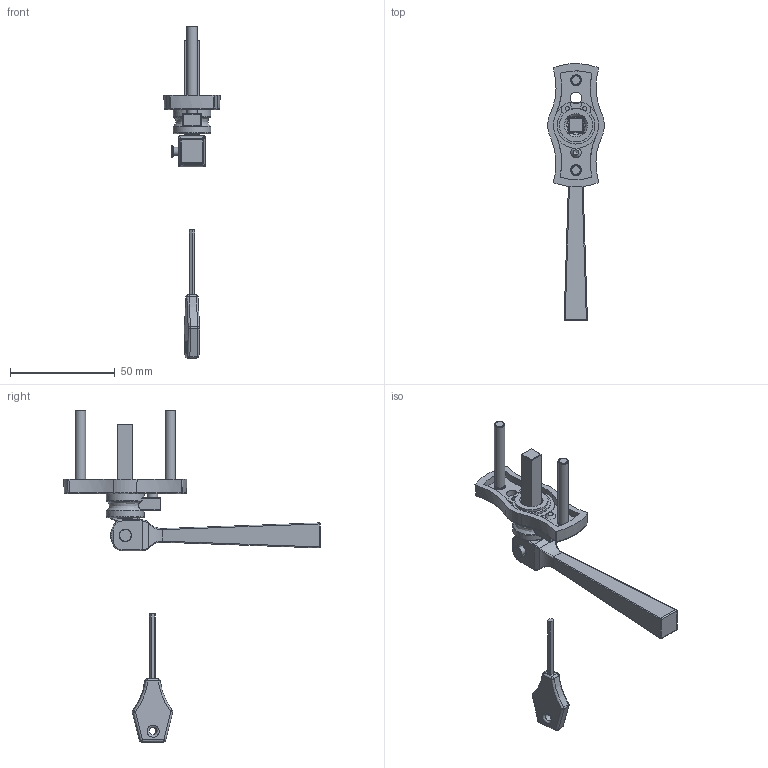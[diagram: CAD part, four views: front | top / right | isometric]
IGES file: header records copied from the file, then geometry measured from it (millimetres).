
Global section: file name: P4626; native system: Autodesk Inventor 2018; preprocessor: unknown; author: ashami; date: 20180911.125542; units: millimetre
Bounding box: 27 x 122.72 x 158.7 mm (x, y, z)
Volume: 23860.5 mm3; surface area: 16661.5 mm2
Topology: 12 solids, 12 shells, 336 faces, 799 edges, 473 vertices
Faces by surface type: bspline 336
